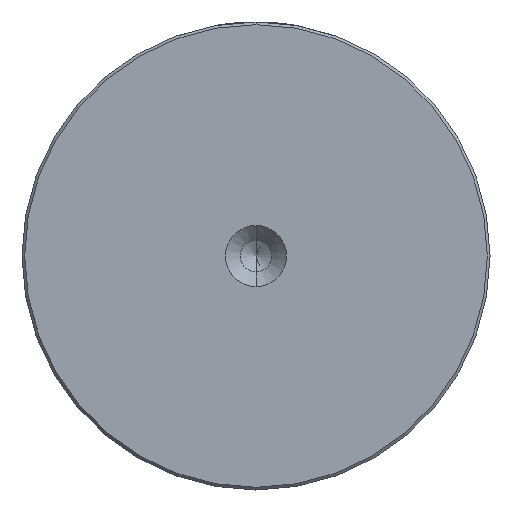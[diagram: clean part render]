
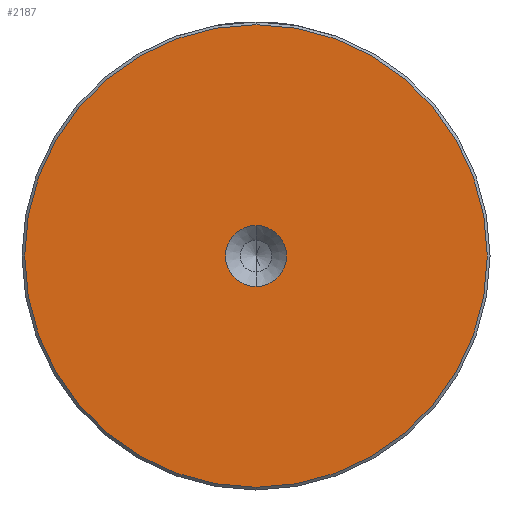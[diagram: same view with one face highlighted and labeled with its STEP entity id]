
A CAD part, left-side view. The second image highlights one B-rep face of the part: STEP entity #2187.
In plain terms, the highlighted planar face has unit normal (-1, 0, 0).
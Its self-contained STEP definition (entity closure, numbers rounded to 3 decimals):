
#34 = DIRECTION ( 'NONE',  ( -1., 0., 0. ) ) ;
#41 = CARTESIAN_POINT ( 'NONE',  ( 0., 0., 0. ) ) ;
#126 = VERTEX_POINT ( 'NONE', #989 ) ;
#134 = ORIENTED_EDGE ( 'NONE', *, *, #2265, .T. ) ;
#197 = CARTESIAN_POINT ( 'NONE',  ( 0., 0., 0. ) ) ;
#304 = CARTESIAN_POINT ( 'NONE',  ( 0., 0., -5.6 ) ) ;
#406 = DIRECTION ( 'NONE',  ( 0., 0., 1. ) ) ;
#440 = DIRECTION ( 'NONE',  ( -1., 0., 0. ) ) ;
#466 = AXIS2_PLACEMENT_3D ( 'NONE', #1383, #624, #1983 ) ;
#624 = DIRECTION ( 'NONE',  ( -1., 0., 0. ) ) ;
#846 = CIRCLE ( 'NONE', #995, 42.5 ) ;
#886 = DIRECTION ( 'NONE',  ( 0., 0., 1. ) ) ;
#917 = AXIS2_PLACEMENT_3D ( 'NONE', #41, #34, #886 ) ;
#956 = CIRCLE ( 'NONE', #2223, 5.6 ) ;
#989 = CARTESIAN_POINT ( 'NONE',  ( 0., 0., 5.6 ) ) ;
#995 = AXIS2_PLACEMENT_3D ( 'NONE', #1606, #440, #1812 ) ;
#1023 = CARTESIAN_POINT ( 'NONE',  ( 0., 0., -42.5 ) ) ;
#1027 = EDGE_CURVE ( 'NONE', #1151, #126, #1711, .T. ) ;
#1070 = EDGE_CURVE ( 'NONE', #2282, #1851, #1517, .T. ) ;
#1151 = VERTEX_POINT ( 'NONE', #304 ) ;
#1184 = PLANE ( 'NONE',  #466 ) ;
#1215 = CARTESIAN_POINT ( 'NONE',  ( 0., 0., 0. ) ) ;
#1253 = ORIENTED_EDGE ( 'NONE', *, *, #1027, .F. ) ;
#1291 = EDGE_LOOP ( 'NONE', ( #1644, #1253 ) ) ;
#1302 = AXIS2_PLACEMENT_3D ( 'NONE', #1215, #2454, #1878 ) ;
#1383 = CARTESIAN_POINT ( 'NONE',  ( 0., 0., 0. ) ) ;
#1408 = FACE_BOUND ( 'NONE', #1291, .T. ) ;
#1517 = CIRCLE ( 'NONE', #1302, 42.5 ) ;
#1573 = DIRECTION ( 'NONE',  ( -1., 0., 0. ) ) ;
#1606 = CARTESIAN_POINT ( 'NONE',  ( 0., 0., 0. ) ) ;
#1644 = ORIENTED_EDGE ( 'NONE', *, *, #2147, .F. ) ;
#1711 = CIRCLE ( 'NONE', #917, 5.6 ) ;
#1765 = CARTESIAN_POINT ( 'NONE',  ( 0., 0., 42.5 ) ) ;
#1812 = DIRECTION ( 'NONE',  ( 0., 0., 1. ) ) ;
#1851 = VERTEX_POINT ( 'NONE', #1765 ) ;
#1878 = DIRECTION ( 'NONE',  ( 0., 0., 1. ) ) ;
#1983 = DIRECTION ( 'NONE',  ( 0., 0., 1. ) ) ;
#1999 = FACE_OUTER_BOUND ( 'NONE', #2193, .T. ) ;
#2147 = EDGE_CURVE ( 'NONE', #126, #1151, #956, .T. ) ;
#2187 = ADVANCED_FACE ( 'NONE', ( #1999, #1408 ), #1184, .T. ) ;
#2193 = EDGE_LOOP ( 'NONE', ( #2338, #134 ) ) ;
#2223 = AXIS2_PLACEMENT_3D ( 'NONE', #197, #1573, #406 ) ;
#2265 = EDGE_CURVE ( 'NONE', #1851, #2282, #846, .T. ) ;
#2282 = VERTEX_POINT ( 'NONE', #1023 ) ;
#2338 = ORIENTED_EDGE ( 'NONE', *, *, #1070, .T. ) ;
#2454 = DIRECTION ( 'NONE',  ( -1., 0., 0. ) ) ;
